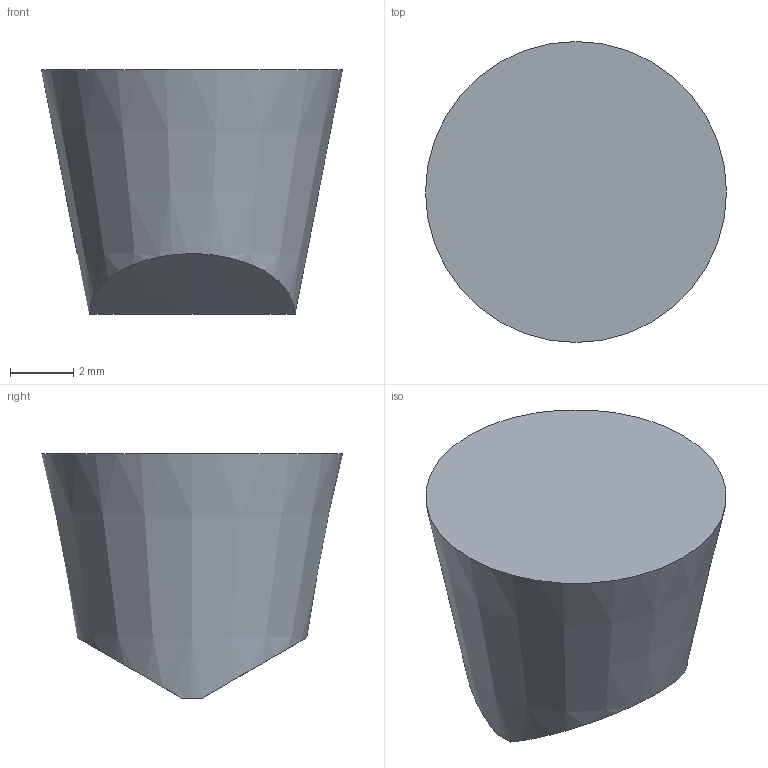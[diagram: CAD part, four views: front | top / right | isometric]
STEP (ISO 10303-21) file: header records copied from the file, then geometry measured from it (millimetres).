
FILE_DESCRIPTION(/* description */ (''),/* implementation_level */ '2;1');
FILE_NAME(/* name */ 'AAA378264_A.STP',/* time_stamp */ '2023-03-10T09:05:33+01:00',/* author */ (''),/* organization */ ('SMS'),/* preprocessor_version */ 'ST-DEVELOPER v16.7',/* originating_system */ 'SIEMENS PLM Software NX 12.0',/* authorisation */ '');
FILE_SCHEMA (('AUTOMOTIVE_DESIGN { 1 0 10303 214 3 1 1 1 }'));
Length unit declared in the file: millimetre
Products named in the file (1): AAA378264_A
Bounding box: 9.54 x 9.54 x 7.74 mm (x, y, z)
Volume: 372 mm3; surface area: 289.2 mm2
Topology: 1 solids, 1 shells, 5 faces, 10 edges, 9 vertices
Faces by surface type: bspline 2, plane 2, cone 1
Entity records: 749 total; most frequent: CARTESIAN_POINT 602, DIRECTION 20, ORIENTED_EDGE 14, AXIS2_PLACEMENT_3D 10, EDGE_CURVE 7, STYLED_ITEM 7, PRESENTATION_STYLE_ASSIGNMENT 7, EDGE_LOOP 6
